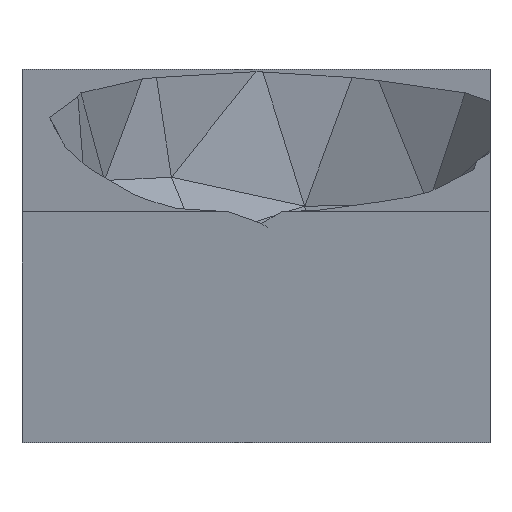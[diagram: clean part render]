
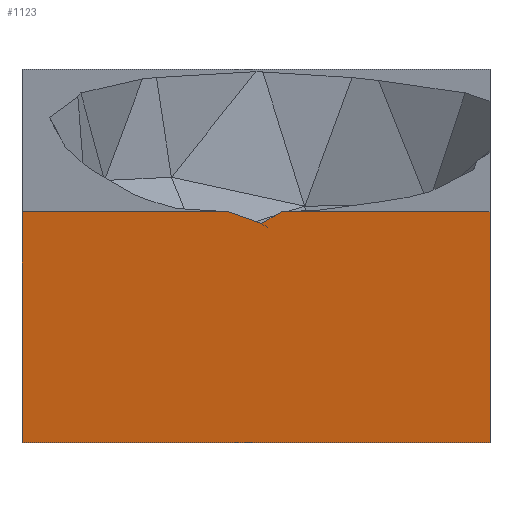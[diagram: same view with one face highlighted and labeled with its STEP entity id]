
A CAD part, top view. The second image highlights one B-rep face of the part: STEP entity #1123.
In plain terms, the highlighted planar face has unit normal (0, -0.162, 0.987).
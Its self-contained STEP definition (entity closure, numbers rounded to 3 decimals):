
#87=FACE_OUTER_BOUND('',#163,.T.);
#163=EDGE_LOOP('',(#934,#935,#936,#937,#938,#939,#940));
#169=LINE('',#1526,#316);
#213=LINE('',#1614,#360);
#297=LINE('',#1782,#444);
#305=LINE('',#1798,#452);
#308=LINE('',#1803,#455);
#309=LINE('',#1806,#456);
#310=LINE('',#1807,#457);
#316=VECTOR('',#1223,10.);
#360=VECTOR('',#1299,10.);
#444=VECTOR('',#1481,10.);
#452=VECTOR('',#1499,10.);
#455=VECTOR('',#1504,10.);
#456=VECTOR('',#1507,10.);
#457=VECTOR('',#1508,10.);
#463=VERTEX_POINT('',#1523);
#464=VERTEX_POINT('',#1525);
#491=VERTEX_POINT('',#1610);
#492=VERTEX_POINT('',#1612);
#527=VERTEX_POINT('',#1780);
#530=VERTEX_POINT('',#1796);
#532=VERTEX_POINT('',#1805);
#536=EDGE_CURVE('',#463,#464,#169,.T.);
#580=EDGE_CURVE('',#491,#492,#213,.T.);
#664=EDGE_CURVE('',#492,#527,#297,.T.);
#672=EDGE_CURVE('',#530,#463,#305,.T.);
#675=EDGE_CURVE('',#491,#530,#308,.T.);
#676=EDGE_CURVE('',#532,#527,#309,.T.);
#677=EDGE_CURVE('',#532,#464,#310,.T.);
#934=ORIENTED_EDGE('',*,*,#580,.T.);
#935=ORIENTED_EDGE('',*,*,#664,.T.);
#936=ORIENTED_EDGE('',*,*,#676,.F.);
#937=ORIENTED_EDGE('',*,*,#677,.T.);
#938=ORIENTED_EDGE('',*,*,#536,.F.);
#939=ORIENTED_EDGE('',*,*,#672,.F.);
#940=ORIENTED_EDGE('',*,*,#675,.F.);
#1047=PLANE('',#1213);
#1123=ADVANCED_FACE('',(#87),#1047,.T.);
#1213=AXIS2_PLACEMENT_3D('',#1804,#1505,#1506);
#1223=DIRECTION('',(-1.,0.,0.));
#1299=DIRECTION('',(-0.849,-0.521,-0.086));
#1481=DIRECTION('',(-0.941,0.333,0.055));
#1499=DIRECTION('',(0.,-0.987,-0.162));
#1504=DIRECTION('',(1.,0.,0.));
#1505=DIRECTION('center_axis',(0.,-0.162,
0.987));
#1506=DIRECTION('ref_axis',(-1.,0.,0.));
#1507=DIRECTION('',(1.,0.,0.));
#1508=DIRECTION('',(0.,-0.987,-0.162));
#1523=CARTESIAN_POINT('',(5.,27.131,1034.303));
#1525=CARTESIAN_POINT('',(-5.,27.131,1034.303));
#1526=CARTESIAN_POINT('',(0.,27.131,1034.303));
#1610=CARTESIAN_POINT('',(0.535,32.064,1035.115));
#1612=CARTESIAN_POINT('',(0.128,31.815,1035.074));
#1614=CARTESIAN_POINT('',(2.076,33.009,1035.27));
#1780=CARTESIAN_POINT('',(-0.578,32.064,1035.115));
#1782=CARTESIAN_POINT('',(1.291,31.403,1035.006));
#1796=CARTESIAN_POINT('',(5.,32.064,1035.115));
#1798=CARTESIAN_POINT('',(5.,32.064,1035.115));
#1803=CARTESIAN_POINT('',(0.,32.064,1035.115));
#1804=CARTESIAN_POINT('Origin',(5.,32.064,1035.115));
#1805=CARTESIAN_POINT('',(-5.,32.064,1035.115));
#1806=CARTESIAN_POINT('',(0.,32.064,1035.115));
#1807=CARTESIAN_POINT('',(-5.,32.064,1035.115));
